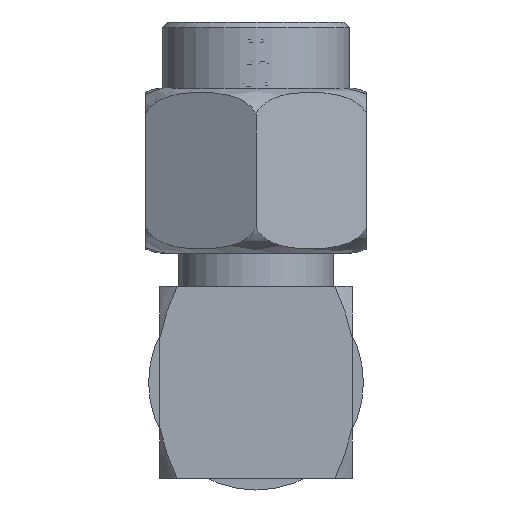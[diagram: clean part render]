
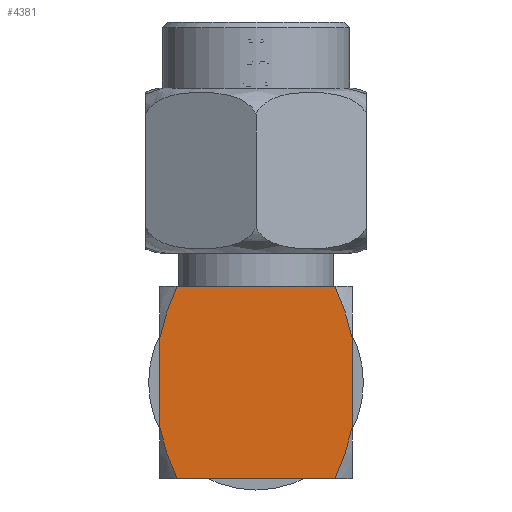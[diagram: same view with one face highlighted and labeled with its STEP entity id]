
A CAD part, front view. The second image highlights one B-rep face of the part: STEP entity #4381.
In plain terms, the highlighted planar face has unit normal (0, -1, 0).
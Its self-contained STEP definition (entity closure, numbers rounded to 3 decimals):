
#16 = CARTESIAN_POINT ( 'NONE',  ( -0.561, -26.59, 41.5 ) ) ;
#101 = VERTEX_POINT ( 'NONE', #4908 ) ;
#134 = DIRECTION ( 'NONE',  ( 1., 0., 0. ) ) ;
#161 = EDGE_CURVE ( 'NONE', #3619, #3628, #3523, .T. ) ;
#177 = CARTESIAN_POINT ( 'NONE',  ( -1.193, -26.59, 34.5 ) ) ;
#237 = CARTESIAN_POINT ( 'NONE',  ( -1.048, -26.59, 35.745 ) ) ;
#340 = CARTESIAN_POINT ( 'NONE',  ( 5.662, -26.59, 40.255 ) ) ;
#361 = EDGE_CURVE ( 'NONE', #3745, #5117, #5016, .T. ) ;
#373 = CARTESIAN_POINT ( 'NONE',  ( 5.175, -26.59, 41.5 ) ) ;
#594 = VERTEX_POINT ( 'NONE', #3552 ) ;
#597 = CARTESIAN_POINT ( 'NONE',  ( 5.807, -26.59, 36.4 ) ) ;
#631 = CARTESIAN_POINT ( 'NONE',  ( -1.193, -26.59, 34.5 ) ) ;
#989 = LINE ( 'NONE', #2678, #1825 ) ;
#1114 = EDGE_CURVE ( 'NONE', #3021, #3152, #4037, .T. ) ;
#1272 = CARTESIAN_POINT ( 'NONE',  ( -1.048, -26.59, 40.255 ) ) ;
#1293 = DIRECTION ( 'NONE',  ( 0., -1., 0. ) ) ;
#1629 = EDGE_CURVE ( 'NONE', #101, #3745, #4421, .T. ) ;
#1658 = EDGE_CURVE ( 'NONE', #5117, #3619, #2822, .T. ) ;
#1825 = VECTOR ( 'NONE', #134, 1000. ) ;
#1912 = EDGE_CURVE ( 'NONE', #3628, #594, #4873, .T. ) ;
#1951 = ORIENTED_EDGE ( 'NONE', *, *, #4518, .T. ) ;
#2024 = CARTESIAN_POINT ( 'NONE',  ( -0.561, -26.59, 34.5 ) ) ;
#2045 = DIRECTION ( 'NONE',  ( 0., 0., 1. ) ) ;
#2126 = EDGE_LOOP ( 'NONE', ( #3157, #3468, #3750, #3485, #1951, #4681, #2875, #4123 ) ) ;
#2583 = VECTOR ( 'NONE', #3108, 1000. ) ;
#2655 = CARTESIAN_POINT ( 'NONE',  ( -1.193, -26.59, 39.6 ) ) ;
#2678 = CARTESIAN_POINT ( 'NONE',  ( 2.307, -26.59, 41.5 ) ) ;
#2792 = VECTOR ( 'NONE', #2045, 1000. ) ;
#2822 = B_SPLINE_CURVE_WITH_KNOTS ( 'NONE', 3,
 ( #4046, #3205, #4480, #3225 ),
 .UNSPECIFIED., .F., .F.,
 ( 4, 4 ),
 ( 0., 0.002 ),
 .UNSPECIFIED. ) ;
#2875 = ORIENTED_EDGE ( 'NONE', *, *, #361, .T. ) ;
#3021 = VERTEX_POINT ( 'NONE', #4994 ) ;
#3108 = DIRECTION ( 'NONE',  ( 1., 0., 0. ) ) ;
#3142 = CARTESIAN_POINT ( 'NONE',  ( 5.807, -26.59, 39.6 ) ) ;
#3152 = VERTEX_POINT ( 'NONE', #2655 ) ;
#3157 = ORIENTED_EDGE ( 'NONE', *, *, #161, .T. ) ;
#3205 = CARTESIAN_POINT ( 'NONE',  ( 5.457, -26.59, 35.11 ) ) ;
#3225 = CARTESIAN_POINT ( 'NONE',  ( 5.807, -26.59, 36.4 ) ) ;
#3320 = CARTESIAN_POINT ( 'NONE',  ( -1.193, -26.59, 39.6 ) ) ;
#3338 = LINE ( 'NONE', #631, #4589 ) ;
#3468 = ORIENTED_EDGE ( 'NONE', *, *, #1912, .T. ) ;
#3485 = ORIENTED_EDGE ( 'NONE', *, *, #1114, .T. ) ;
#3523 = LINE ( 'NONE', #5427, #2792 ) ;
#3552 = CARTESIAN_POINT ( 'NONE',  ( 5.175, -26.59, 41.5 ) ) ;
#3613 = FACE_OUTER_BOUND ( 'NONE', #2126, .T. ) ;
#3619 = VERTEX_POINT ( 'NONE', #597 ) ;
#3628 = VERTEX_POINT ( 'NONE', #3142 ) ;
#3738 = CARTESIAN_POINT ( 'NONE',  ( 5.807, -26.59, 39.6 ) ) ;
#3745 = VERTEX_POINT ( 'NONE', #2024 ) ;
#3750 = ORIENTED_EDGE ( 'NONE', *, *, #4492, .F. ) ;
#3772 = PLANE ( 'NONE',  #4870 ) ;
#4037 = B_SPLINE_CURVE_WITH_KNOTS ( 'NONE', 3,
 ( #16, #5009, #1272, #3320 ),
 .UNSPECIFIED., .F., .F.,
 ( 4, 4 ),
 ( 0., 0.002 ),
 .UNSPECIFIED. ) ;
#4046 = CARTESIAN_POINT ( 'NONE',  ( 5.175, -26.59, 34.5 ) ) ;
#4061 = CARTESIAN_POINT ( 'NONE',  ( -0.842, -26.59, 35.11 ) ) ;
#4123 = ORIENTED_EDGE ( 'NONE', *, *, #1658, .T. ) ;
#4234 = DIRECTION ( 'NONE',  ( 1., 0., 0. ) ) ;
#4381 = ADVANCED_FACE ( 'NONE', ( #3613 ), #3772, .T. ) ;
#4421 = B_SPLINE_CURVE_WITH_KNOTS ( 'NONE', 3,
 ( #4464, #237, #4061, #4496 ),
 .UNSPECIFIED., .F., .F.,
 ( 4, 4 ),
 ( 0., 0.002 ),
 .UNSPECIFIED. ) ;
#4464 = CARTESIAN_POINT ( 'NONE',  ( -1.193, -26.59, 36.4 ) ) ;
#4480 = CARTESIAN_POINT ( 'NONE',  ( 5.662, -26.59, 35.745 ) ) ;
#4492 = EDGE_CURVE ( 'NONE', #3021, #594, #989, .T. ) ;
#4496 = CARTESIAN_POINT ( 'NONE',  ( -0.561, -26.59, 34.5 ) ) ;
#4518 = EDGE_CURVE ( 'NONE', #3152, #101, #3338, .T. ) ;
#4531 = CARTESIAN_POINT ( 'NONE',  ( 5.457, -26.59, 40.89 ) ) ;
#4589 = VECTOR ( 'NONE', #4887, 1000. ) ;
#4675 = CARTESIAN_POINT ( 'NONE',  ( -1.193, -26.59, 34.5 ) ) ;
#4681 = ORIENTED_EDGE ( 'NONE', *, *, #1629, .T. ) ;
#4870 = AXIS2_PLACEMENT_3D ( 'NONE', #4675, #1293, #4234 ) ;
#4873 = B_SPLINE_CURVE_WITH_KNOTS ( 'NONE', 3,
 ( #3738, #340, #4531, #373 ),
 .UNSPECIFIED., .F., .F.,
 ( 4, 4 ),
 ( 0., 0.002 ),
 .UNSPECIFIED. ) ;
#4887 = DIRECTION ( 'NONE',  ( 0., 0., -1. ) ) ;
#4908 = CARTESIAN_POINT ( 'NONE',  ( -1.193, -26.59, 36.4 ) ) ;
#4994 = CARTESIAN_POINT ( 'NONE',  ( -0.561, -26.59, 41.5 ) ) ;
#5009 = CARTESIAN_POINT ( 'NONE',  ( -0.842, -26.59, 40.89 ) ) ;
#5016 = LINE ( 'NONE', #177, #2583 ) ;
#5117 = VERTEX_POINT ( 'NONE', #5349 ) ;
#5349 = CARTESIAN_POINT ( 'NONE',  ( 5.175, -26.59, 34.5 ) ) ;
#5427 = CARTESIAN_POINT ( 'NONE',  ( 5.807, -26.59, 34.5 ) ) ;
